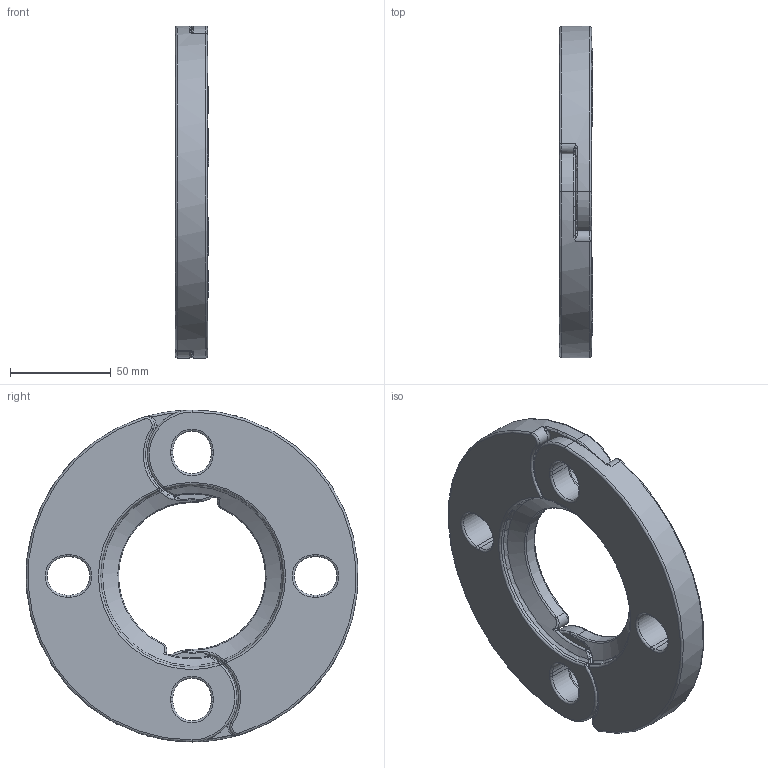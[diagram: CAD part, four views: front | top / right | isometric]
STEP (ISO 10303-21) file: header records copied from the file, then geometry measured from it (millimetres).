
FILE_DESCRIPTION(/* description */ (''),/* implementation_level */ '2;1');
FILE_NAME(/* name */ 'PPS1 FL50.x_t.ipt.stp',/* time_stamp */ '2021-12-23T10:57:17+01:00',/* author */ ('Utilisateur'),/* organization */ (''),/* preprocessor_version */ 'ST-DEVELOPER v18.1',/* originating_system */ 'Autodesk Inventor 2021',/* authorisation */ '');
FILE_SCHEMA (('AUTOMOTIVE_DESIGN { 1 0 10303 214 3 1 1 }'));
Length unit declared in the file: metre
Products named in the file (1): PPS1 FL50.x_t
Bounding box: 16.5 x 164.66 x 165 mm (x, y, z)
Volume: 235505.4 mm3; surface area: 51259.4 mm2
Topology: 1 solids, 1 shells, 942 faces, 2498 edges, 1600 vertices
Faces by surface type: plane 324, bspline 286, cylinder 226, torus 84, cone 14, sphere 8
Entity records: 31707 total; most frequent: CARTESIAN_POINT 9789, ORIENTED_EDGE 4964, DIRECTION 3894, EDGE_CURVE 2482, VERTEX_POINT 1600, AXIS2_PLACEMENT_3D 1320, LINE 1254, VECTOR 1254
